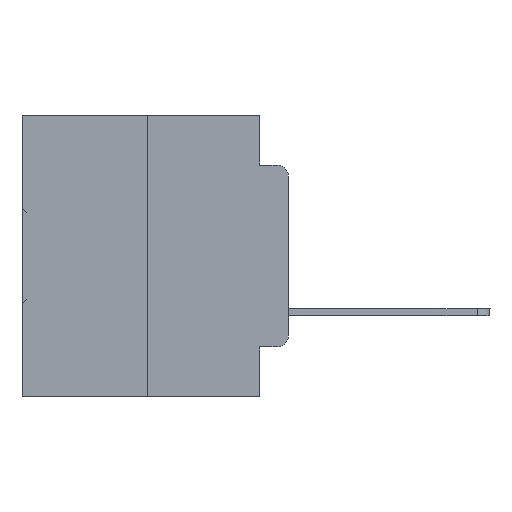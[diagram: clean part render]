
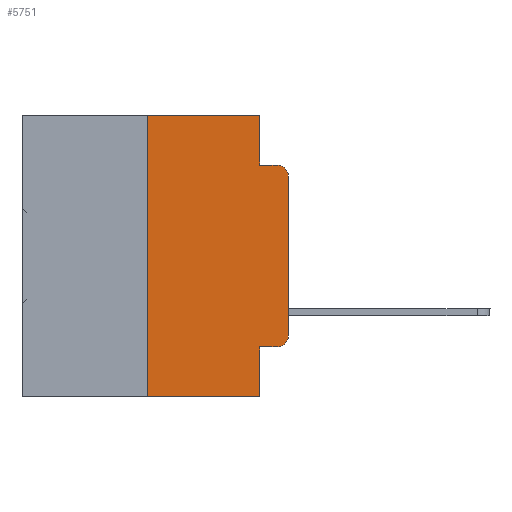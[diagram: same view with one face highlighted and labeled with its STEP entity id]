
A CAD part, left-side view. The second image highlights one B-rep face of the part: STEP entity #5751.
In plain terms, the highlighted planar face has unit normal (-1, 0, 0).
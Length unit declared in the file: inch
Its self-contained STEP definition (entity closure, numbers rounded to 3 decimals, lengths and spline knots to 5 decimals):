
#119 = EDGE_CURVE ( 'NONE', #2864, #21555, #3306, .T. ) ;
#207 = CARTESIAN_POINT ( 'NONE',  ( 0., 0., 0. ) ) ;
#341 = CARTESIAN_POINT ( 'NONE',  ( 0., 0.473, -0.5 ) ) ;
#954 = DIRECTION ( 'NONE',  ( 0., -1., 0. ) ) ;
#1114 = CARTESIAN_POINT ( 'NONE',  ( 0., 0.25, 0. ) ) ;
#1335 = PLANE ( 'NONE',  #28194 ) ;
#1437 = EDGE_CURVE ( 'NONE', #23746, #17532, #28413, .T. ) ;
#1637 = EDGE_CURVE ( 'NONE', #24533, #26670, #20934, .T. ) ;
#1742 = VECTOR ( 'NONE', #18179, 39.37008 ) ;
#1829 = VERTEX_POINT ( 'NONE', #33458 ) ;
#1940 = LINE ( 'NONE', #23571, #31625 ) ;
#1947 = CARTESIAN_POINT ( 'NONE',  ( 0., 0.02, -0.0885 ) ) ;
#2698 = AXIS2_PLACEMENT_3D ( 'NONE', #28798, #23388, #17802 ) ;
#2864 = VERTEX_POINT ( 'NONE', #28806 ) ;
#3306 = LINE ( 'NONE', #18797, #25556 ) ;
#4137 = DIRECTION ( 'NONE',  ( 1., 0., 0. ) ) ;
#4558 = CARTESIAN_POINT ( 'NONE',  ( 0., 0.051, -0.5 ) ) ;
#5302 = VECTOR ( 'NONE', #18012, 39.37008 ) ;
#5434 = LINE ( 'NONE', #26557, #1742 ) ;
#5751 = ADVANCED_FACE ( 'NONE', ( #19500 ), #1335, .F. ) ;
#6344 = DIRECTION ( 'NONE',  ( 0., 0., 1. ) ) ;
#7405 = ORIENTED_EDGE ( 'NONE', *, *, #29511, .F. ) ;
#7742 = EDGE_CURVE ( 'NONE', #21725, #23746, #18185, .T. ) ;
#7845 = CARTESIAN_POINT ( 'NONE',  ( 0., 0.25, 0. ) ) ;
#8721 = CARTESIAN_POINT ( 'NONE',  ( 0., 0., -0.3915 ) ) ;
#9360 = CARTESIAN_POINT ( 'NONE',  ( 0., 0.473, 0. ) ) ;
#10040 = CARTESIAN_POINT ( 'NONE',  ( 0., 0.25, -0.5 ) ) ;
#11367 = LINE ( 'NONE', #19567, #19729 ) ;
#12149 = CIRCLE ( 'NONE', #2698, 0.02 ) ;
#12880 = ORIENTED_EDGE ( 'NONE', *, *, #24829, .F. ) ;
#13505 = VECTOR ( 'NONE', #6344, 39.37008 ) ;
#14257 = DIRECTION ( 'NONE',  ( 0., 0., -1. ) ) ;
#14358 = LINE ( 'NONE', #1114, #13505 ) ;
#14965 = EDGE_LOOP ( 'NONE', ( #29466, #24058, #28522, #23802, #7405, #12880, #21833, #27976, #32845, #15893 ) ) ;
#15893 = ORIENTED_EDGE ( 'NONE', *, *, #32173, .T. ) ;
#16201 = DIRECTION ( 'NONE',  ( 0., -1., 0. ) ) ;
#16592 = DIRECTION ( 'NONE',  ( 0., 0., -1. ) ) ;
#16888 = DIRECTION ( 'NONE',  ( 0., 0., -1. ) ) ;
#17532 = VERTEX_POINT ( 'NONE', #1947 ) ;
#17802 = DIRECTION ( 'NONE',  ( 0., 0., -1. ) ) ;
#18012 = DIRECTION ( 'NONE',  ( 0., 0., 1. ) ) ;
#18179 = DIRECTION ( 'NONE',  ( 0., 0., -1. ) ) ;
#18185 = LINE ( 'NONE', #207, #5302 ) ;
#18797 = CARTESIAN_POINT ( 'NONE',  ( 0., 0.051, 0. ) ) ;
#19500 = FACE_OUTER_BOUND ( 'NONE', #14965, .T. ) ;
#19567 = CARTESIAN_POINT ( 'NONE',  ( 0., 0.051, -0.4115 ) ) ;
#19729 = VECTOR ( 'NONE', #27603, 39.37008 ) ;
#20934 = LINE ( 'NONE', #341, #25053 ) ;
#21418 = EDGE_CURVE ( 'NONE', #21555, #17532, #33889, .T. ) ;
#21451 = CARTESIAN_POINT ( 'NONE',  ( 0., 0.051, -0.0885 ) ) ;
#21555 = VERTEX_POINT ( 'NONE', #21451 ) ;
#21725 = VERTEX_POINT ( 'NONE', #8721 ) ;
#21833 = ORIENTED_EDGE ( 'NONE', *, *, #1637, .T. ) ;
#23172 = CARTESIAN_POINT ( 'NONE',  ( 0., 0.02, -0.4115 ) ) ;
#23388 = DIRECTION ( 'NONE',  ( -1., 0., 0. ) ) ;
#23571 = CARTESIAN_POINT ( 'NONE',  ( 0., 0.473, 0. ) ) ;
#23746 = VERTEX_POINT ( 'NONE', #25344 ) ;
#23802 = ORIENTED_EDGE ( 'NONE', *, *, #119, .F. ) ;
#23869 = EDGE_CURVE ( 'NONE', #1829, #26670, #5434, .T. ) ;
#24058 = ORIENTED_EDGE ( 'NONE', *, *, #1437, .T. ) ;
#24533 = VERTEX_POINT ( 'NONE', #10040 ) ;
#24829 = EDGE_CURVE ( 'NONE', #24533, #33527, #14358, .T. ) ;
#25053 = VECTOR ( 'NONE', #16201, 39.37008 ) ;
#25304 = CARTESIAN_POINT ( 'NONE',  ( 0., 0.02, -0.1085 ) ) ;
#25344 = CARTESIAN_POINT ( 'NONE',  ( 0., 0., -0.1085 ) ) ;
#25556 = VECTOR ( 'NONE', #16888, 39.37008 ) ;
#26557 = CARTESIAN_POINT ( 'NONE',  ( 0., 0.051, 0. ) ) ;
#26613 = EDGE_CURVE ( 'NONE', #1829, #32713, #11367, .T. ) ;
#26670 = VERTEX_POINT ( 'NONE', #4558 ) ;
#27589 = VECTOR ( 'NONE', #954, 39.37008 ) ;
#27603 = DIRECTION ( 'NONE',  ( 0., -1., 0. ) ) ;
#27976 = ORIENTED_EDGE ( 'NONE', *, *, #23869, .F. ) ;
#28194 = AXIS2_PLACEMENT_3D ( 'NONE', #9360, #4137, #14257 ) ;
#28413 = CIRCLE ( 'NONE', #30079, 0.02 ) ;
#28522 = ORIENTED_EDGE ( 'NONE', *, *, #21418, .F. ) ;
#28798 = CARTESIAN_POINT ( 'NONE',  ( 0., 0.02, -0.3915 ) ) ;
#28806 = CARTESIAN_POINT ( 'NONE',  ( 0., 0.051, 0. ) ) ;
#28817 = DIRECTION ( 'NONE',  ( 0., -1., 0. ) ) ;
#29466 = ORIENTED_EDGE ( 'NONE', *, *, #7742, .T. ) ;
#29511 = EDGE_CURVE ( 'NONE', #33527, #2864, #1940, .T. ) ;
#30079 = AXIS2_PLACEMENT_3D ( 'NONE', #25304, #30390, #16592 ) ;
#30390 = DIRECTION ( 'NONE',  ( -1., 0., 0. ) ) ;
#31625 = VECTOR ( 'NONE', #28817, 39.37008 ) ;
#32173 = EDGE_CURVE ( 'NONE', #32713, #21725, #12149, .T. ) ;
#32713 = VERTEX_POINT ( 'NONE', #23172 ) ;
#32845 = ORIENTED_EDGE ( 'NONE', *, *, #26613, .T. ) ;
#33458 = CARTESIAN_POINT ( 'NONE',  ( 0., 0.051, -0.4115 ) ) ;
#33527 = VERTEX_POINT ( 'NONE', #7845 ) ;
#33889 = LINE ( 'NONE', #34065, #27589 ) ;
#34065 = CARTESIAN_POINT ( 'NONE',  ( 0., 0.051, -0.0885 ) ) ;
